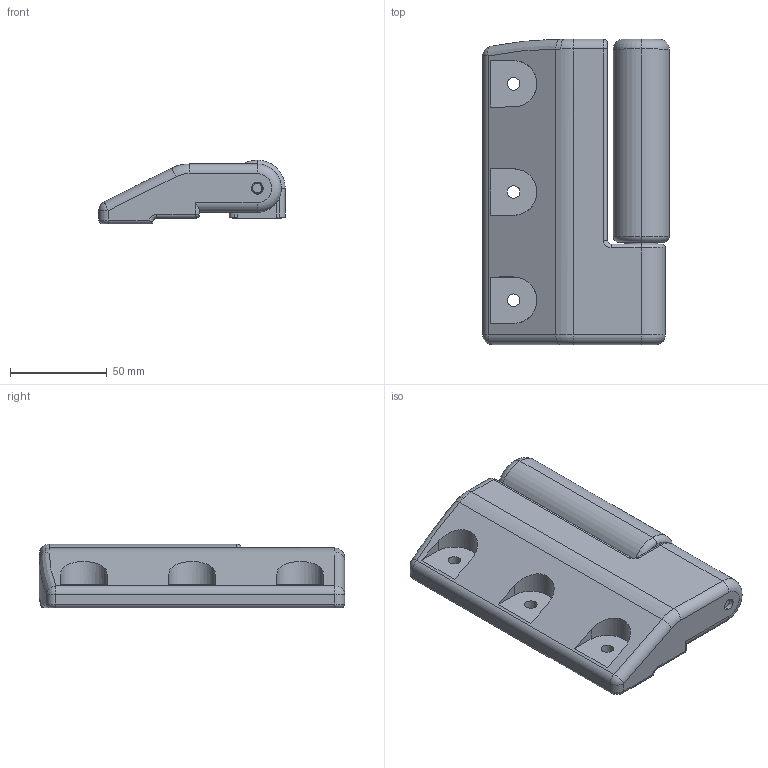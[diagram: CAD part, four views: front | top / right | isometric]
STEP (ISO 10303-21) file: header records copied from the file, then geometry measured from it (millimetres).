
FILE_DESCRIPTION (( 'STEP AP203' ), '1' );
FILE_NAME ('FB-743-L.STEP', '2012-07-05T07:09:28', ( '11sw' ), ( 'タキゲン製造株式会社' ), 'SwSTEP 2.0', 'SolidWorks 2011', '' );
FILE_SCHEMA (( 'CONFIG_CONTROL_DESIGN' ));
Length unit declared in the file: millimetre
Products named in the file (6): FB-743-L; FB-743調整座金_; FB-743僇僶乕__岞奐梡; FB-743カム__公開用; FB-743ヒンジ_; FB-743-L僸儞僕儀乕僗_
Assembly tree (5 placements, depth 2):
  FB-743-L
    FB-743調整座金_
    FB-743僇僶乕__岞奐梡
    FB-743カム__公開用
    FB-743ヒンジ_
    FB-743-L僸儞僕儀乕僗_
Bounding box: 96.5 x 158 x 33 mm (x, y, z)
Volume: 289596.3 mm3; surface area: 76455.7 mm2
Topology: 5 solids, 5 shells, 266 faces, 667 edges, 411 vertices
Faces by surface type: plane 116, cylinder 92, torus 31, cone 13, bspline 11, sphere 3
Entity records: 8948 total; most frequent: CARTESIAN_POINT 1967, DIRECTION 1359, ORIENTED_EDGE 1318, EDGE_CURVE 659, AXIS2_PLACEMENT_3D 497, VERTEX_POINT 411, VECTOR 365, LINE 365
